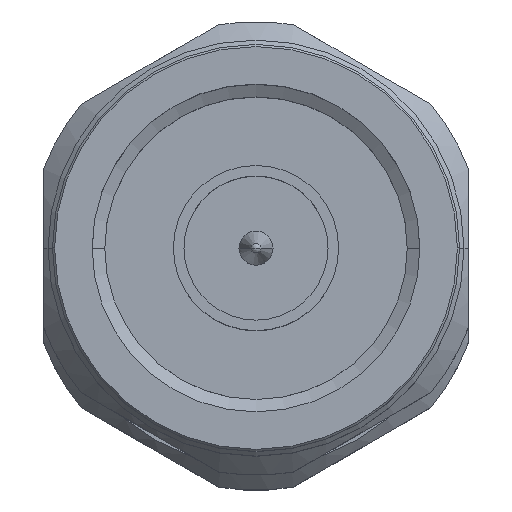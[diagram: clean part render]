
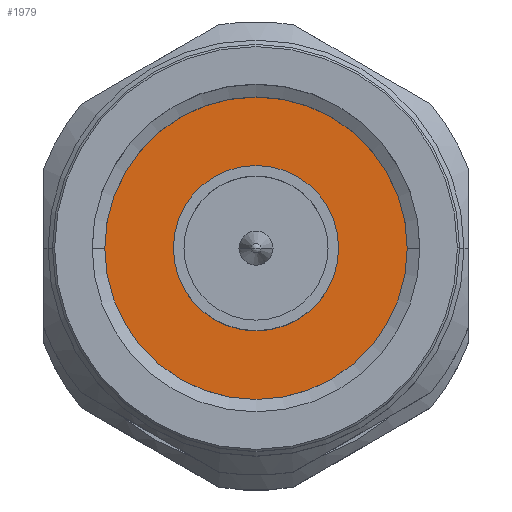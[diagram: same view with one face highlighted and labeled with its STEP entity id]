
A CAD part, top view. The second image highlights one B-rep face of the part: STEP entity #1979.
In plain terms, the highlighted face is planar.
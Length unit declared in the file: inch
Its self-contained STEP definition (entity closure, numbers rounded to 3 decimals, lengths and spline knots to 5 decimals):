
#47 = DIRECTION ( 'NONE',  ( -1., 0., 0. ) ) ;
#62 = DIRECTION ( 'NONE',  ( -1., 0., 0. ) ) ;
#152 = ORIENTED_EDGE ( 'NONE', *, *, #2798, .F. ) ;
#261 = VERTEX_POINT ( 'NONE', #1375 ) ;
#313 = EDGE_LOOP ( 'NONE', ( #905, #860 ) ) ;
#364 = DIRECTION ( 'NONE',  ( 0., 0., 1. ) ) ;
#394 = AXIS2_PLACEMENT_3D ( 'NONE', #3794, #1467, #869 ) ;
#466 = CIRCLE ( 'NONE', #394, 0.15748 ) ;
#570 = AXIS2_PLACEMENT_3D ( 'NONE', #3037, #62, #637 ) ;
#571 = CARTESIAN_POINT ( 'NONE',  ( 0.41653, 0., 0. ) ) ;
#608 = FACE_BOUND ( 'NONE', #2750, .T. ) ;
#637 = DIRECTION ( 'NONE',  ( 0., 0., 1. ) ) ;
#646 = EDGE_CURVE ( 'NONE', #1893, #261, #2279, .T. ) ;
#672 = DIRECTION ( 'NONE',  ( -1., 0., 0. ) ) ;
#731 = DIRECTION ( 'NONE',  ( 0., 0., -1. ) ) ;
#860 = ORIENTED_EDGE ( 'NONE', *, *, #646, .T. ) ;
#869 = DIRECTION ( 'NONE',  ( 0., 0., 1. ) ) ;
#905 = ORIENTED_EDGE ( 'NONE', *, *, #2720, .T. ) ;
#1375 = CARTESIAN_POINT ( 'NONE',  ( 0.41653, 0., 0.34395 ) ) ;
#1403 = AXIS2_PLACEMENT_3D ( 'NONE', #3400, #2740, #731 ) ;
#1467 = DIRECTION ( 'NONE',  ( -1., 0., 0. ) ) ;
#1496 = CARTESIAN_POINT ( 'NONE',  ( 0.41653, 0., -0.15748 ) ) ;
#1584 = FACE_OUTER_BOUND ( 'NONE', #313, .T. ) ;
#1651 = CARTESIAN_POINT ( 'NONE',  ( 0.41653, 0., 0. ) ) ;
#1724 = VERTEX_POINT ( 'NONE', #2879 ) ;
#1893 = VERTEX_POINT ( 'NONE', #4214 ) ;
#1979 = ADVANCED_FACE ( 'NONE', ( #608, #1584 ), #4190, .F. ) ;
#2027 = CIRCLE ( 'NONE', #2497, 0.15748 ) ;
#2279 = CIRCLE ( 'NONE', #570, 0.34395 ) ;
#2497 = AXIS2_PLACEMENT_3D ( 'NONE', #1651, #672, #3894 ) ;
#2665 = VERTEX_POINT ( 'NONE', #1496 ) ;
#2720 = EDGE_CURVE ( 'NONE', #261, #1893, #3796, .T. ) ;
#2740 = DIRECTION ( 'NONE',  ( 1., 0., 0. ) ) ;
#2750 = EDGE_LOOP ( 'NONE', ( #3581, #152 ) ) ;
#2798 = EDGE_CURVE ( 'NONE', #2665, #1724, #2027, .T. ) ;
#2879 = CARTESIAN_POINT ( 'NONE',  ( 0.41653, 0., 0.15748 ) ) ;
#3037 = CARTESIAN_POINT ( 'NONE',  ( 0.41653, 0., 0. ) ) ;
#3400 = CARTESIAN_POINT ( 'NONE',  ( 0.41653, 0.34395, 0. ) ) ;
#3581 = ORIENTED_EDGE ( 'NONE', *, *, #3825, .F. ) ;
#3794 = CARTESIAN_POINT ( 'NONE',  ( 0.41653, 0., 0. ) ) ;
#3796 = CIRCLE ( 'NONE', #4066, 0.34395 ) ;
#3825 = EDGE_CURVE ( 'NONE', #1724, #2665, #466, .T. ) ;
#3894 = DIRECTION ( 'NONE',  ( 0., 0., 1. ) ) ;
#4066 = AXIS2_PLACEMENT_3D ( 'NONE', #571, #47, #364 ) ;
#4190 = PLANE ( 'NONE',  #1403 ) ;
#4214 = CARTESIAN_POINT ( 'NONE',  ( 0.41653, 0., -0.34395 ) ) ;
